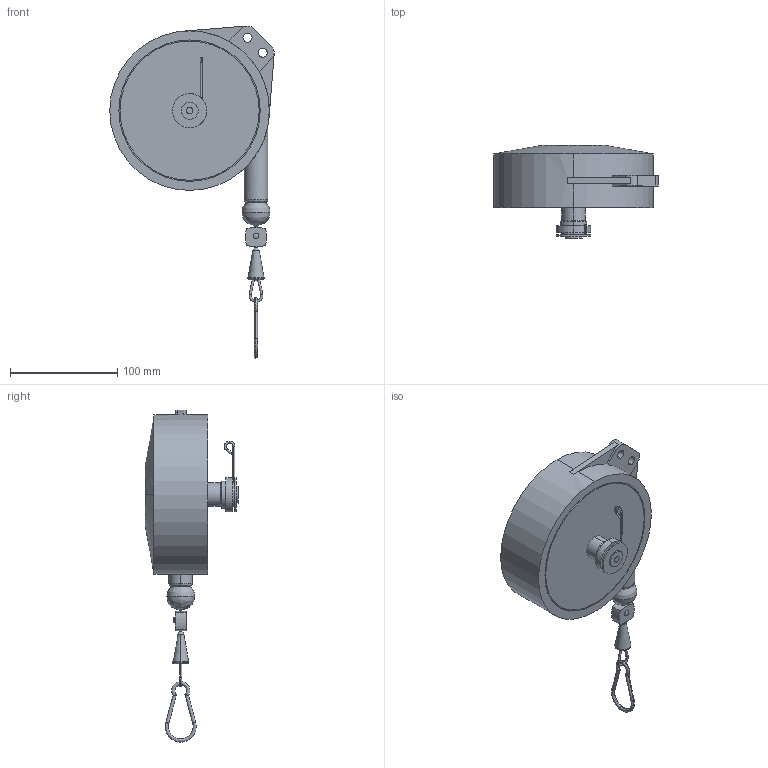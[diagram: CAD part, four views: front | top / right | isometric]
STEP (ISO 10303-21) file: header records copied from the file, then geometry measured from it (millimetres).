
FILE_DESCRIPTION (( 'STEP AP214' ), '1' );
FILE_NAME ('6920344', '2019-01-31T12:06:32', ( '' ), ('JUGARD+KÜNSTNER GmbH'), 'SwSTEP 2.0', 'SolidWorks 2017', '' );
FILE_SCHEMA (( 'AUTOMOTIVE_DESIGN' ));
Length unit declared in the file: millimetre
Products named in the file (1): 6920344_CNAJF00
Bounding box: 153.54 x 87 x 309.94 mm (x, y, z)
Volume: 1002728.8 mm3; surface area: 75624.5 mm2
Topology: 1 solids, 1 shells, 123 faces, 308 edges, 191 vertices
Faces by surface type: cylinder 51, plane 36, bspline 26, cone 10
Entity records: 23799 total; most frequent: CARTESIAN_POINT 20661, DIRECTION 605, ORIENTED_EDGE 604, EDGE_CURVE 302, AXIS2_PLACEMENT_3D 246, VERTEX_POINT 191, CIRCLE 148, EDGE_LOOP 143
